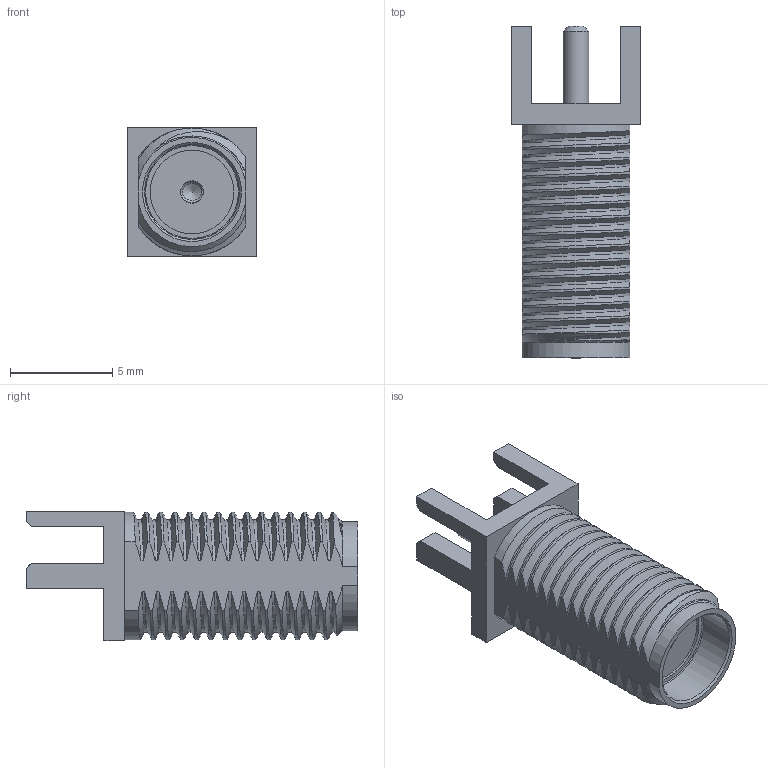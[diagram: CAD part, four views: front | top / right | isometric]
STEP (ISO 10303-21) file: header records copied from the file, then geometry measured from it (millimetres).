
FILE_DESCRIPTION( ( 'STEP AP214' ), '1' );
FILE_NAME( '732512120.stp', '2020-09-28T15:25:12', ( 'License CC BY-ND 4.0' ), ( 'CADENAS' ), ' ', 'PARTsolutions', ' ' );
FILE_SCHEMA( ( 'AUTOMOTIVE_DESIGN { 1 0 10303 214 1 1 1 1 }' ) );
Length unit declared in the file: millimetre
Products named in the file (2): 732512120; 1
Assembly tree (1 placements, depth 2):
  732512120
    1
Bounding box: 6.35 x 16.26 x 6.35 mm (x, y, z)
Volume: 317.4 mm3; surface area: 509.8 mm2
Topology: 1 solids, 1 shells, 174 faces, 724 edges, 557 vertices
Faces by surface type: cylinder 69, cone 65, plane 39, torus 1
Full cylindrical faces by diameter (mm): 0.965 x1, 1.27 x1, 2.946 x1, 4.102 x1, 4.648 x1
Entity records: 10696 total; most frequent: CARTESIAN_POINT 5767, ORIENTED_EDGE 1418, EDGE_CURVE 709, B_SPLINE_CURVE_WITH_KNOTS 599, VERTEX_POINT 552, DIRECTION 492, AXIS2_PLACEMENT_3D 206, EDGE_LOOP 188
